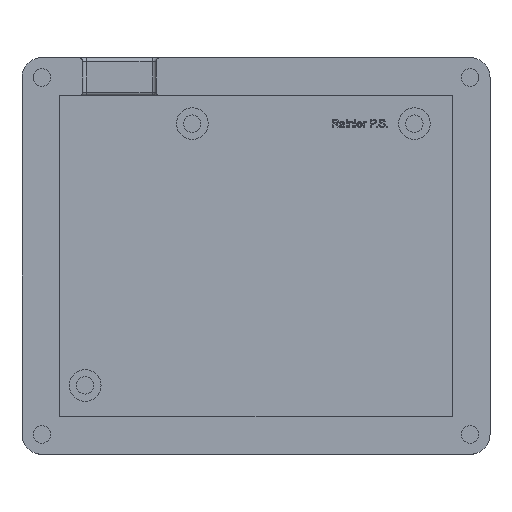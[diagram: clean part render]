
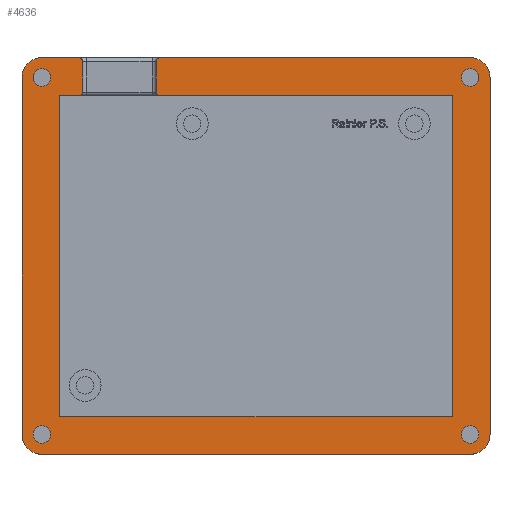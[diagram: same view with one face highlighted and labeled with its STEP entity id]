
A CAD part, top view. The second image highlights one B-rep face of the part: STEP entity #4636.
In plain terms, the highlighted planar face has unit normal (0, 0, 1).
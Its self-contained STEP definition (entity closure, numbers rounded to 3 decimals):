
#44=CIRCLE('',#4787,5.);
#45=CIRCLE('',#4788,5.);
#46=CIRCLE('',#4789,5.);
#47=CIRCLE('',#4790,1.);
#48=CIRCLE('',#4791,0.75);
#49=CIRCLE('',#4792,0.75);
#50=CIRCLE('',#4793,1.);
#51=CIRCLE('',#4794,5.);
#52=CIRCLE('',#4795,2.2);
#53=CIRCLE('',#4796,2.2);
#54=CIRCLE('',#4797,2.2);
#55=CIRCLE('',#4798,2.2);
#109=FACE_BOUND('',#714,.T.);
#110=FACE_BOUND('',#715,.T.);
#111=FACE_BOUND('',#716,.T.);
#112=FACE_BOUND('',#717,.T.);
#199=PLANE('',#4786);
#433=FACE_OUTER_BOUND('',#713,.T.);
#713=EDGE_LOOP('',(#4084,#4085,#4086,#4087,#4088,#4089,#4090,#4091,#4092,
#4093,#4094,#4095,#4096,#4097,#4098,#4099,#4100,#4101,#4102,#4103));
#714=EDGE_LOOP('',(#4104));
#715=EDGE_LOOP('',(#4105));
#716=EDGE_LOOP('',(#4106));
#717=EDGE_LOOP('',(#4107));
#1099=LINE('',#8982,#1482);
#1100=LINE('',#8986,#1483);
#1101=LINE('',#8990,#1484);
#1102=LINE('',#8994,#1485);
#1103=LINE('',#8998,#1486);
#1104=LINE('',#9000,#1487);
#1105=LINE('',#9002,#1488);
#1106=LINE('',#9004,#1489);
#1107=LINE('',#9006,#1490);
#1108=LINE('',#9010,#1491);
#1109=LINE('',#9014,#1492);
#1110=LINE('',#9017,#1493);
#1482=VECTOR('',#5388,10.);
#1483=VECTOR('',#5391,10.);
#1484=VECTOR('',#5394,10.);
#1485=VECTOR('',#5397,10.);
#1486=VECTOR('',#5400,10.);
#1487=VECTOR('',#5401,10.);
#1488=VECTOR('',#5402,10.);
#1489=VECTOR('',#5403,10.);
#1490=VECTOR('',#5404,10.);
#1491=VECTOR('',#5407,10.);
#1492=VECTOR('',#5410,10.);
#1493=VECTOR('',#5413,10.);
#2183=VERTEX_POINT('',#8978);
#2184=VERTEX_POINT('',#8979);
#2185=VERTEX_POINT('',#8981);
#2186=VERTEX_POINT('',#8983);
#2187=VERTEX_POINT('',#8985);
#2188=VERTEX_POINT('',#8987);
#2189=VERTEX_POINT('',#8989);
#2190=VERTEX_POINT('',#8991);
#2191=VERTEX_POINT('',#8993);
#2192=VERTEX_POINT('',#8995);
#2193=VERTEX_POINT('',#8997);
#2194=VERTEX_POINT('',#8999);
#2195=VERTEX_POINT('',#9001);
#2196=VERTEX_POINT('',#9003);
#2197=VERTEX_POINT('',#9005);
#2198=VERTEX_POINT('',#9007);
#2199=VERTEX_POINT('',#9009);
#2200=VERTEX_POINT('',#9011);
#2201=VERTEX_POINT('',#9013);
#2202=VERTEX_POINT('',#9015);
#2203=VERTEX_POINT('',#9018);
#2204=VERTEX_POINT('',#9020);
#2205=VERTEX_POINT('',#9022);
#2206=VERTEX_POINT('',#9024);
#2830=EDGE_CURVE('',#2183,#2184,#44,.T.);
#2831=EDGE_CURVE('',#2184,#2185,#1099,.T.);
#2832=EDGE_CURVE('',#2185,#2186,#45,.T.);
#2833=EDGE_CURVE('',#2186,#2187,#1100,.T.);
#2834=EDGE_CURVE('',#2187,#2188,#46,.T.);
#2835=EDGE_CURVE('',#2188,#2189,#1101,.T.);
#2836=EDGE_CURVE('',#2189,#2190,#47,.T.);
#2837=EDGE_CURVE('',#2190,#2191,#1102,.T.);
#2838=EDGE_CURVE('',#2191,#2192,#48,.T.);
#2839=EDGE_CURVE('',#2192,#2193,#1103,.T.);
#2840=EDGE_CURVE('',#2193,#2194,#1104,.T.);
#2841=EDGE_CURVE('',#2194,#2195,#1105,.T.);
#2842=EDGE_CURVE('',#2195,#2196,#1106,.T.);
#2843=EDGE_CURVE('',#2196,#2197,#1107,.T.);
#2844=EDGE_CURVE('',#2197,#2198,#49,.T.);
#2845=EDGE_CURVE('',#2198,#2199,#1108,.T.);
#2846=EDGE_CURVE('',#2199,#2200,#50,.T.);
#2847=EDGE_CURVE('',#2200,#2201,#1109,.T.);
#2848=EDGE_CURVE('',#2201,#2202,#51,.T.);
#2849=EDGE_CURVE('',#2202,#2183,#1110,.T.);
#2850=EDGE_CURVE('',#2203,#2203,#52,.T.);
#2851=EDGE_CURVE('',#2204,#2204,#53,.T.);
#2852=EDGE_CURVE('',#2205,#2205,#54,.T.);
#2853=EDGE_CURVE('',#2206,#2206,#55,.T.);
#4084=ORIENTED_EDGE('',*,*,#2830,.T.);
#4085=ORIENTED_EDGE('',*,*,#2831,.T.);
#4086=ORIENTED_EDGE('',*,*,#2832,.T.);
#4087=ORIENTED_EDGE('',*,*,#2833,.T.);
#4088=ORIENTED_EDGE('',*,*,#2834,.T.);
#4089=ORIENTED_EDGE('',*,*,#2835,.T.);
#4090=ORIENTED_EDGE('',*,*,#2836,.T.);
#4091=ORIENTED_EDGE('',*,*,#2837,.T.);
#4092=ORIENTED_EDGE('',*,*,#2838,.T.);
#4093=ORIENTED_EDGE('',*,*,#2839,.T.);
#4094=ORIENTED_EDGE('',*,*,#2840,.T.);
#4095=ORIENTED_EDGE('',*,*,#2841,.T.);
#4096=ORIENTED_EDGE('',*,*,#2842,.T.);
#4097=ORIENTED_EDGE('',*,*,#2843,.T.);
#4098=ORIENTED_EDGE('',*,*,#2844,.T.);
#4099=ORIENTED_EDGE('',*,*,#2845,.T.);
#4100=ORIENTED_EDGE('',*,*,#2846,.T.);
#4101=ORIENTED_EDGE('',*,*,#2847,.T.);
#4102=ORIENTED_EDGE('',*,*,#2848,.T.);
#4103=ORIENTED_EDGE('',*,*,#2849,.T.);
#4104=ORIENTED_EDGE('',*,*,#2850,.T.);
#4105=ORIENTED_EDGE('',*,*,#2851,.T.);
#4106=ORIENTED_EDGE('',*,*,#2852,.T.);
#4107=ORIENTED_EDGE('',*,*,#2853,.T.);
#4636=ADVANCED_FACE('',(#433,#109,#110,#111,#112),#199,.T.);
#4786=AXIS2_PLACEMENT_3D('',#8977,#5384,#5385);
#4787=AXIS2_PLACEMENT_3D('',#8980,#5386,#5387);
#4788=AXIS2_PLACEMENT_3D('',#8984,#5389,#5390);
#4789=AXIS2_PLACEMENT_3D('',#8988,#5392,#5393);
#4790=AXIS2_PLACEMENT_3D('',#8992,#5395,#5396);
#4791=AXIS2_PLACEMENT_3D('',#8996,#5398,#5399);
#4792=AXIS2_PLACEMENT_3D('',#9008,#5405,#5406);
#4793=AXIS2_PLACEMENT_3D('',#9012,#5408,#5409);
#4794=AXIS2_PLACEMENT_3D('',#9016,#5411,#5412);
#4795=AXIS2_PLACEMENT_3D('',#9019,#5414,#5415);
#4796=AXIS2_PLACEMENT_3D('',#9021,#5416,#5417);
#4797=AXIS2_PLACEMENT_3D('',#9023,#5418,#5419);
#4798=AXIS2_PLACEMENT_3D('',#9025,#5420,#5421);
#5384=DIRECTION('center_axis',(0.,0.,
1.));
#5385=DIRECTION('ref_axis',(1.,0.,0.));
#5386=DIRECTION('center_axis',(0.,0.,
1.));
#5387=DIRECTION('ref_axis',(-0.707,-0.707,0.));
#5388=DIRECTION('',(1.,0.,0.));
#5389=DIRECTION('center_axis',(0.,0.,
1.));
#5390=DIRECTION('ref_axis',(0.707,-0.707,0.));
#5391=DIRECTION('',(0.,1.,0.));
#5392=DIRECTION('center_axis',(0.,0.,
1.));
#5393=DIRECTION('ref_axis',(0.707,0.707,0.));
#5394=DIRECTION('',(-1.,0.,0.));
#5395=DIRECTION('center_axis',(0.,0.,
1.));
#5396=DIRECTION('ref_axis',(-0.707,0.707,0.));
#5397=DIRECTION('',(0.,-1.,0.));
#5398=DIRECTION('center_axis',(0.,0.,
1.));
#5399=DIRECTION('ref_axis',(-0.707,-0.707,0.));
#5400=DIRECTION('',(1.,0.,0.));
#5401=DIRECTION('',(0.,-1.,0.));
#5402=DIRECTION('',(-1.,0.,0.));
#5403=DIRECTION('',(0.,1.,0.));
#5404=DIRECTION('',(1.,0.,0.));
#5405=DIRECTION('center_axis',(0.,0.,
1.));
#5406=DIRECTION('ref_axis',(0.707,-0.707,0.));
#5407=DIRECTION('',(0.,1.,0.));
#5408=DIRECTION('center_axis',(0.,0.,
1.));
#5409=DIRECTION('ref_axis',(0.707,0.707,0.));
#5410=DIRECTION('',(-1.,0.,0.));
#5411=DIRECTION('center_axis',(0.,0.,
1.));
#5412=DIRECTION('ref_axis',(-0.707,0.707,0.));
#5413=DIRECTION('',(0.,-1.,0.));
#5414=DIRECTION('center_axis',(0.,0.,
-1.));
#5415=DIRECTION('ref_axis',(1.,0.,0.));
#5416=DIRECTION('center_axis',(0.,0.,
-1.));
#5417=DIRECTION('ref_axis',(1.,0.,0.));
#5418=DIRECTION('center_axis',(0.,0.,
-1.));
#5419=DIRECTION('ref_axis',(1.,0.,0.));
#5420=DIRECTION('center_axis',(0.,0.,
-1.));
#5421=DIRECTION('ref_axis',(1.,0.,0.));
#8977=CARTESIAN_POINT('Origin',(58.827,49.847,18.081));
#8978=CARTESIAN_POINT('',(-0.173,4.847,18.081));
#8979=CARTESIAN_POINT('',(4.827,-0.153,18.081));
#8980=CARTESIAN_POINT('Origin',(4.827,4.847,18.081));
#8981=CARTESIAN_POINT('',(112.827,-0.153,18.081));
#8982=CARTESIAN_POINT('',(29.327,-0.153,18.081));
#8983=CARTESIAN_POINT('',(117.827,4.847,18.081));
#8984=CARTESIAN_POINT('Origin',(112.827,4.847,18.081));
#8985=CARTESIAN_POINT('',(117.827,94.847,18.081));
#8986=CARTESIAN_POINT('',(117.827,24.847,18.081));
#8987=CARTESIAN_POINT('',(112.827,99.847,18.081));
#8988=CARTESIAN_POINT('Origin',(112.827,94.847,18.081));
#8989=CARTESIAN_POINT('',(34.627,99.847,18.081));
#8990=CARTESIAN_POINT('',(88.327,99.847,18.081));
#8991=CARTESIAN_POINT('',(33.627,98.847,18.081));
#8992=CARTESIAN_POINT('Origin',(34.627,98.847,18.081));
#8993=CARTESIAN_POINT('',(33.627,91.097,18.081));
#8994=CARTESIAN_POINT('',(33.627,74.847,18.081));
#8995=CARTESIAN_POINT('',(34.377,90.347,18.081));
#8996=CARTESIAN_POINT('Origin',(34.377,91.097,18.081));
#8997=CARTESIAN_POINT('',(108.327,90.347,18.081));
#8998=CARTESIAN_POINT('',(34.077,90.347,18.081));
#8999=CARTESIAN_POINT('',(108.327,9.347,18.081));
#9000=CARTESIAN_POINT('',(108.327,70.097,18.081));
#9001=CARTESIAN_POINT('',(9.327,9.347,18.081));
#9002=CARTESIAN_POINT('',(83.577,9.347,18.081));
#9003=CARTESIAN_POINT('',(9.327,90.347,18.081));
#9004=CARTESIAN_POINT('',(9.327,29.597,18.081));
#9005=CARTESIAN_POINT('',(14.377,90.347,18.081));
#9006=CARTESIAN_POINT('',(34.077,90.347,18.081));
#9007=CARTESIAN_POINT('',(15.127,91.097,18.081));
#9008=CARTESIAN_POINT('Origin',(14.377,91.097,18.081));
#9009=CARTESIAN_POINT('',(15.127,98.847,18.081));
#9010=CARTESIAN_POINT('',(15.127,70.097,18.081));
#9011=CARTESIAN_POINT('',(14.127,99.847,18.081));
#9012=CARTESIAN_POINT('Origin',(14.127,98.847,18.081));
#9013=CARTESIAN_POINT('',(4.827,99.847,18.081));
#9014=CARTESIAN_POINT('',(88.327,99.847,18.081));
#9015=CARTESIAN_POINT('',(-0.173,94.847,18.081));
#9016=CARTESIAN_POINT('Origin',(4.827,94.847,18.081));
#9017=CARTESIAN_POINT('',(-0.173,74.847,18.081));
#9018=CARTESIAN_POINT('',(2.627,4.847,18.081));
#9019=CARTESIAN_POINT('Origin',(4.827,4.847,18.081));
#9020=CARTESIAN_POINT('',(110.627,4.847,18.081));
#9021=CARTESIAN_POINT('Origin',(112.827,4.847,18.081));
#9022=CARTESIAN_POINT('',(110.627,94.847,18.081));
#9023=CARTESIAN_POINT('Origin',(112.827,94.847,18.081));
#9024=CARTESIAN_POINT('',(2.627,94.847,18.081));
#9025=CARTESIAN_POINT('Origin',(4.827,94.847,18.081));
